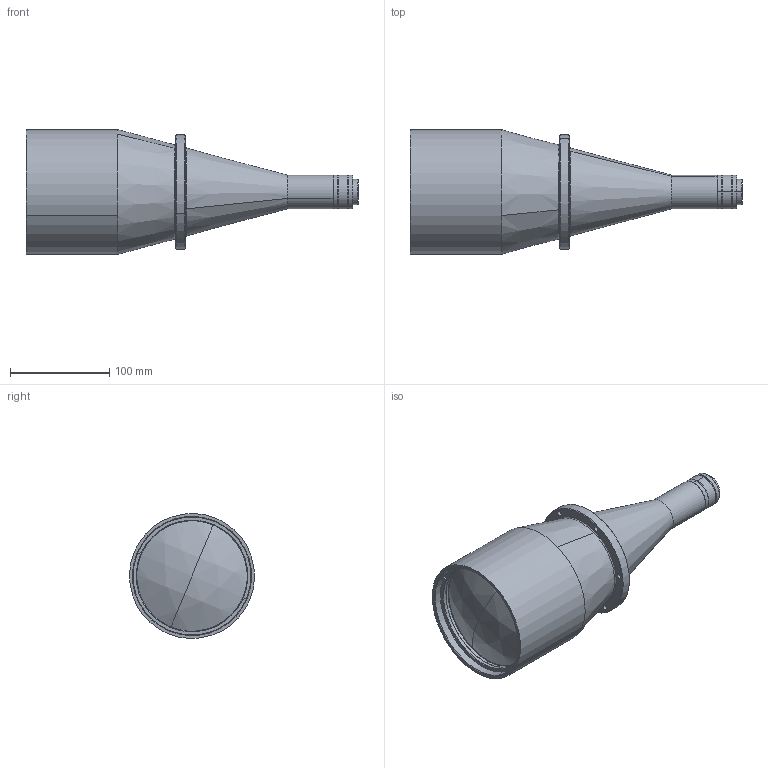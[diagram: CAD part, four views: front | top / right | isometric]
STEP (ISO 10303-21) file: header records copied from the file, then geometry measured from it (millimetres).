
FILE_DESCRIPTION (( 'STEP AP214' ), '1' );
FILE_NAME ('TTL08-105-160C.STEP', '2023-05-12T02:24:25', ( '' ), ( '' ), 'SwSTEP 2.0', 'SolidWorks 2022', '' );
FILE_SCHEMA (( 'AUTOMOTIVE_DESIGN' ));
Length unit declared in the file: millimetre
Products named in the file (1): TTL08-105-160C
Bounding box: 334.82 x 125.9 x 125.9 mm (x, y, z)
Volume: 740354 mm3; surface area: 243745.8 mm2
Topology: 23 solids, 23 shells, 443 faces, 958 edges, 596 vertices
Faces by surface type: cylinder 174, cone 121, plane 99, bspline 49
Entity records: 18968 total; most frequent: CARTESIAN_POINT 3889, DIRECTION 2277, ORIENTED_EDGE 1916, AXIS2_PLACEMENT_3D 970, EDGE_CURVE 958, VERTEX_POINT 596, CIRCLE 575, EDGE_LOOP 528
